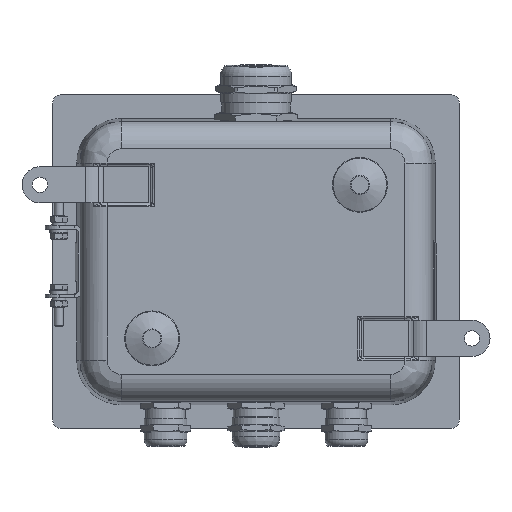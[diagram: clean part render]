
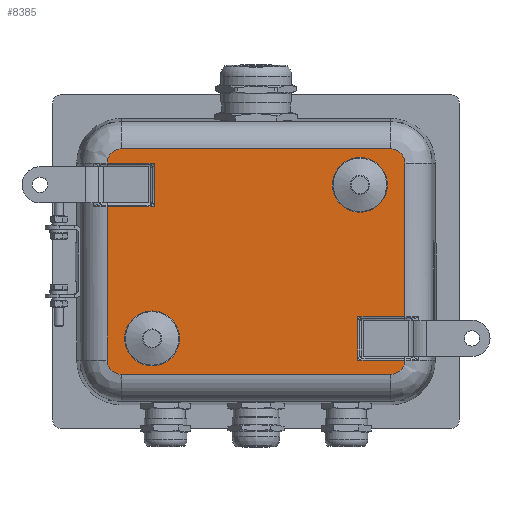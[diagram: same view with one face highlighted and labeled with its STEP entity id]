
A CAD part, front view. The second image highlights one B-rep face of the part: STEP entity #8385.
In plain terms, the highlighted planar face has unit normal (0, -1, 0).
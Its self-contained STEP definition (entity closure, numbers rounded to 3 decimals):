
#339=FACE_BOUND('',#1691,.T.);
#340=FACE_BOUND('',#1692,.T.);
#572=CIRCLE('',#9057,7.896);
#575=CIRCLE('',#9060,7.896);
#579=CIRCLE('',#9065,7.896);
#583=CIRCLE('',#9069,7.896);
#621=CIRCLE('',#9144,15.194);
#625=CIRCLE('',#9151,15.194);
#1173=FACE_OUTER_BOUND('',#1690,.T.);
#1690=EDGE_LOOP('',(#6214,#6215,#6216,#6217,#6218,#6219,#6220,#6221,#6222,
#6223,#6224,#6225,#6226,#6227));
#1691=EDGE_LOOP('',(#6228));
#1692=EDGE_LOOP('',(#6229));
#2147=LINE('',#13952,#2621);
#2148=LINE('',#13985,#2622);
#2153=LINE('',#14011,#2627);
#2157=LINE('',#14037,#2631);
#2163=LINE('',#14134,#2637);
#2165=LINE('',#14154,#2639);
#2171=LINE('',#14245,#2645);
#2175=LINE('',#14290,#2649);
#2180=LINE('',#14360,#2654);
#2181=LINE('',#14363,#2655);
#2621=VECTOR('',#10574,10.);
#2622=VECTOR('',#10591,10.);
#2627=VECTOR('',#10602,10.);
#2631=VECTOR('',#10618,10.);
#2637=VECTOR('',#10646,10.);
#2639=VECTOR('',#10656,10.);
#2645=VECTOR('',#10690,10.);
#2649=VECTOR('',#10714,10.);
#2654=VECTOR('',#10743,10.);
#2655=VECTOR('',#10748,10.);
#3438=VERTEX_POINT('',#13925);
#3441=VERTEX_POINT('',#13931);
#3442=VERTEX_POINT('',#13943);
#3443=VERTEX_POINT('',#13945);
#3444=VERTEX_POINT('',#13950);
#3446=VERTEX_POINT('',#13964);
#3447=VERTEX_POINT('',#13976);
#3450=VERTEX_POINT('',#13981);
#3456=VERTEX_POINT('',#14010);
#3462=VERTEX_POINT('',#14034);
#3472=VERTEX_POINT('',#14131);
#3476=VERTEX_POINT('',#14151);
#3488=VERTEX_POINT('',#14242);
#3498=VERTEX_POINT('',#14358);
#3502=VERTEX_POINT('',#14403);
#3505=VERTEX_POINT('',#14414);
#4365=EDGE_CURVE('',#3441,#3438,#572,.T.);
#4368=EDGE_CURVE('',#3443,#3442,#575,.T.);
#4371=EDGE_CURVE('',#3444,#3443,#2147,.T.);
#4374=EDGE_CURVE('',#3446,#3444,#579,.T.);
#4378=EDGE_CURVE('',#3450,#3447,#583,.T.);
#4379=EDGE_CURVE('',#3438,#3450,#2148,.T.);
#4387=EDGE_CURVE('',#3447,#3456,#2153,.T.);
#4397=EDGE_CURVE('',#3462,#3456,#2157,.T.);
#4414=EDGE_CURVE('',#3442,#3472,#2163,.T.);
#4420=EDGE_CURVE('',#3472,#3476,#2165,.T.);
#4438=EDGE_CURVE('',#3488,#3446,#2171,.T.);
#4449=EDGE_CURVE('',#3462,#3488,#2175,.T.);
#4461=EDGE_CURVE('',#3476,#3498,#2180,.T.);
#4463=EDGE_CURVE('',#3441,#3498,#2181,.T.);
#4471=EDGE_CURVE('',#3502,#3502,#621,.T.);
#4475=EDGE_CURVE('',#3505,#3505,#625,.T.);
#6214=ORIENTED_EDGE('',*,*,#4463,.T.);
#6215=ORIENTED_EDGE('',*,*,#4461,.F.);
#6216=ORIENTED_EDGE('',*,*,#4420,.F.);
#6217=ORIENTED_EDGE('',*,*,#4414,.F.);
#6218=ORIENTED_EDGE('',*,*,#4368,.F.);
#6219=ORIENTED_EDGE('',*,*,#4371,.F.);
#6220=ORIENTED_EDGE('',*,*,#4374,.F.);
#6221=ORIENTED_EDGE('',*,*,#4438,.F.);
#6222=ORIENTED_EDGE('',*,*,#4449,.F.);
#6223=ORIENTED_EDGE('',*,*,#4397,.T.);
#6224=ORIENTED_EDGE('',*,*,#4387,.F.);
#6225=ORIENTED_EDGE('',*,*,#4378,.F.);
#6226=ORIENTED_EDGE('',*,*,#4379,.F.);
#6227=ORIENTED_EDGE('',*,*,#4365,.F.);
#6228=ORIENTED_EDGE('',*,*,#4471,.F.);
#6229=ORIENTED_EDGE('',*,*,#4475,.F.);
#7518=PLANE('',#9150);
#8385=ADVANCED_FACE('',(#1173,#339,#340),#7518,.T.);
#9057=AXIS2_PLACEMENT_3D('',#13933,#10561,#10562);
#9060=AXIS2_PLACEMENT_3D('',#13947,#10567,#10568);
#9065=AXIS2_PLACEMENT_3D('',#13966,#10579,#10580);
#9069=AXIS2_PLACEMENT_3D('',#13983,#10587,#10588);
#9144=AXIS2_PLACEMENT_3D('',#14405,#10772,#10773);
#9150=AXIS2_PLACEMENT_3D('',#14413,#10784,#10785);
#9151=AXIS2_PLACEMENT_3D('',#14415,#10786,#10787);
#10561=DIRECTION('center_axis',(0.,1.,0.));
#10562=DIRECTION('ref_axis',(0.707,0.,-0.707));
#10567=DIRECTION('center_axis',(0.,1.,0.));
#10568=DIRECTION('ref_axis',(0.707,0.,0.707));
#10574=DIRECTION('',(1.,0.,0.));
#10579=DIRECTION('center_axis',(0.,1.,0.));
#10580=DIRECTION('ref_axis',(-0.707,0.,0.707));
#10587=DIRECTION('center_axis',(0.,1.,0.));
#10588=DIRECTION('ref_axis',(-0.707,0.,-0.707));
#10591=DIRECTION('',(-1.,0.,0.));
#10602=DIRECTION('',(0.,0.,1.));
#10618=DIRECTION('',(-1.,0.,0.));
#10646=DIRECTION('',(0.,0.,-1.));
#10656=DIRECTION('',(-1.,0.,0.));
#10690=DIRECTION('',(-1.,0.,0.));
#10714=DIRECTION('',(0.,0.,1.));
#10743=DIRECTION('',(0.,0.,-1.));
#10748=DIRECTION('',(-1.,0.,0.));
#10772=DIRECTION('center_axis',(0.,-1.,0.));
#10773=DIRECTION('ref_axis',(1.,0.,0.));
#10784=DIRECTION('center_axis',(0.,-1.,0.));
#10785=DIRECTION('ref_axis',(-1.,0.,0.));
#10786=DIRECTION('center_axis',(0.,-1.,0.));
#10787=DIRECTION('ref_axis',(1.,0.,0.));
#13925=CARTESIAN_POINT('',(74.5,4.,-62.396));
#13931=CARTESIAN_POINT('',(82.396,4.,-54.5));
#13933=CARTESIAN_POINT('Origin',(74.5,4.,-54.5));
#13943=CARTESIAN_POINT('',(82.396,4.,54.5));
#13945=CARTESIAN_POINT('',(74.5,4.,62.396));
#13947=CARTESIAN_POINT('Origin',(74.5,4.,54.5));
#13950=CARTESIAN_POINT('',(-74.5,4.,62.396));
#13952=CARTESIAN_POINT('',(-37.25,4.,62.396));
#13964=CARTESIAN_POINT('',(-82.396,4.,54.5));
#13966=CARTESIAN_POINT('Origin',(-74.5,4.,54.5));
#13976=CARTESIAN_POINT('',(-82.396,4.,-54.5));
#13981=CARTESIAN_POINT('',(-74.5,4.,-62.396));
#13983=CARTESIAN_POINT('Origin',(-74.5,4.,-54.5));
#13985=CARTESIAN_POINT('',(37.25,4.,-62.396));
#14010=CARTESIAN_POINT('',(-82.396,4.,30.5));
#14011=CARTESIAN_POINT('',(-82.396,4.,-27.25));
#14034=CARTESIAN_POINT('',(-56.396,4.,30.5));
#14037=CARTESIAN_POINT('',(-53.698,4.,30.5));
#14131=CARTESIAN_POINT('',(82.396,4.,-30.5));
#14134=CARTESIAN_POINT('',(82.396,4.,27.25));
#14151=CARTESIAN_POINT('',(56.396,4.,-30.5));
#14154=CARTESIAN_POINT('',(53.698,4.,-30.5));
#14242=CARTESIAN_POINT('',(-56.396,4.,54.5));
#14245=CARTESIAN_POINT('',(-28.698,4.,54.5));
#14290=CARTESIAN_POINT('',(-56.396,4.,15.75));
#14358=CARTESIAN_POINT('',(56.396,4.,-54.5));
#14360=CARTESIAN_POINT('',(56.396,4.,-15.75));
#14363=CARTESIAN_POINT('',(28.698,4.,-54.5));
#14403=CARTESIAN_POINT('',(42.301,4.,42.5));
#14405=CARTESIAN_POINT('Origin',(57.496,4.,42.5));
#14413=CARTESIAN_POINT('Origin',(0.,4.,
0.));
#14414=CARTESIAN_POINT('',(-72.69,4.,-42.5));
#14415=CARTESIAN_POINT('Origin',(-57.496,4.,-42.5));
